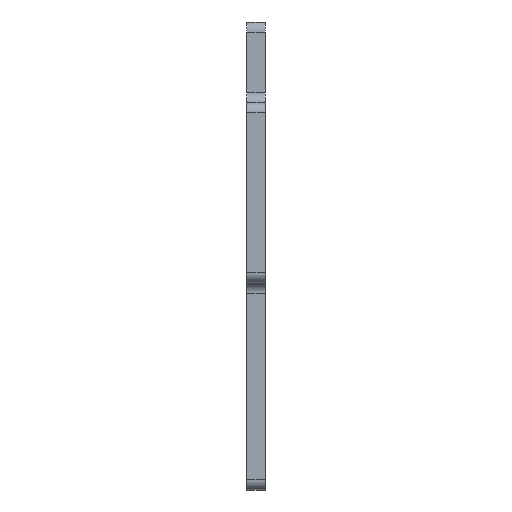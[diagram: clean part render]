
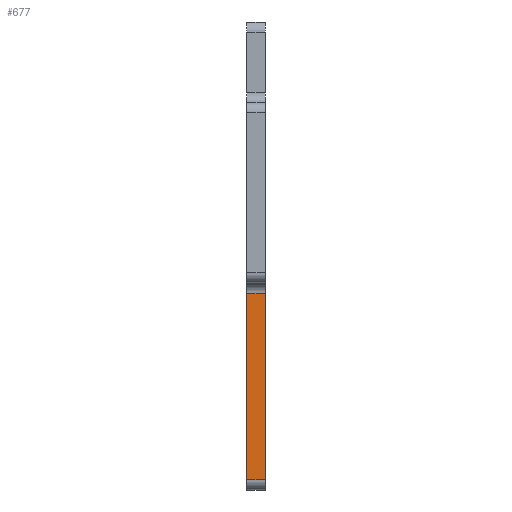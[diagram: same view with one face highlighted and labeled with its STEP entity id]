
A CAD part, left-side view. The second image highlights one B-rep face of the part: STEP entity #677.
In plain terms, the highlighted planar face has unit normal (-1, 0, 0).
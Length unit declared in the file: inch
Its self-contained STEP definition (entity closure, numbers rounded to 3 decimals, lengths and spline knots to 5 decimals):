
#1 = DIRECTION ( 'NONE',  ( 0., 0., 1. ) ) ;
#23 = CARTESIAN_POINT ( 'NONE',  ( 4.095, 0.46875, 0. ) ) ;
#149 = EDGE_CURVE ( 'NONE', #610, #557, #1291, .T. ) ;
#169 = CARTESIAN_POINT ( 'NONE',  ( 4.095, 0.46875, 4.905 ) ) ;
#212 = VECTOR ( 'NONE', #1231, 39.37008 ) ;
#286 = CARTESIAN_POINT ( 'NONE',  ( 4.095, 0., 0. ) ) ;
#460 = EDGE_CURVE ( 'NONE', #775, #502, #599, .T. ) ;
#466 = DIRECTION ( 'NONE',  ( 0., 0., -1. ) ) ;
#502 = VERTEX_POINT ( 'NONE', #169 ) ;
#557 = VERTEX_POINT ( 'NONE', #1269 ) ;
#563 = CARTESIAN_POINT ( 'NONE',  ( 4.095, 0.46875, 0. ) ) ;
#599 = LINE ( 'NONE', #1190, #212 ) ;
#610 = VERTEX_POINT ( 'NONE', #1031 ) ;
#629 = LINE ( 'NONE', #286, #1050 ) ;
#670 = EDGE_CURVE ( 'NONE', #610, #502, #798, .T. ) ;
#677 = ADVANCED_FACE ( 'NONE', ( #1172 ), #822, .F. ) ;
#708 = DIRECTION ( 'NONE',  ( 1., 0., 0. ) ) ;
#720 = CARTESIAN_POINT ( 'NONE',  ( 4.095, 0., 0.25 ) ) ;
#775 = VERTEX_POINT ( 'NONE', #1407 ) ;
#798 = LINE ( 'NONE', #563, #924 ) ;
#818 = EDGE_CURVE ( 'NONE', #557, #775, #629, .T. ) ;
#821 = EDGE_LOOP ( 'NONE', ( #874, #1058, #1243, #890 ) ) ;
#822 = PLANE ( 'NONE',  #965 ) ;
#874 = ORIENTED_EDGE ( 'NONE', *, *, #670, .F. ) ;
#890 = ORIENTED_EDGE ( 'NONE', *, *, #460, .T. ) ;
#924 = VECTOR ( 'NONE', #1, 39.37008 ) ;
#965 = AXIS2_PLACEMENT_3D ( 'NONE', #23, #708, #466 ) ;
#1031 = CARTESIAN_POINT ( 'NONE',  ( 4.095, 0.46875, 0.25 ) ) ;
#1050 = VECTOR ( 'NONE', #1435, 39.37008 ) ;
#1058 = ORIENTED_EDGE ( 'NONE', *, *, #149, .T. ) ;
#1172 = FACE_OUTER_BOUND ( 'NONE', #821, .T. ) ;
#1190 = CARTESIAN_POINT ( 'NONE',  ( 4.095, 0.46875, 4.905 ) ) ;
#1231 = DIRECTION ( 'NONE',  ( 0., 1., 0. ) ) ;
#1243 = ORIENTED_EDGE ( 'NONE', *, *, #818, .T. ) ;
#1269 = CARTESIAN_POINT ( 'NONE',  ( 4.095, 0., 0.25 ) ) ;
#1291 = LINE ( 'NONE', #720, #1397 ) ;
#1311 = DIRECTION ( 'NONE',  ( 0., -1., 0. ) ) ;
#1397 = VECTOR ( 'NONE', #1311, 39.37008 ) ;
#1407 = CARTESIAN_POINT ( 'NONE',  ( 4.095, 0., 4.905 ) ) ;
#1435 = DIRECTION ( 'NONE',  ( 0., 0., 1. ) ) ;
